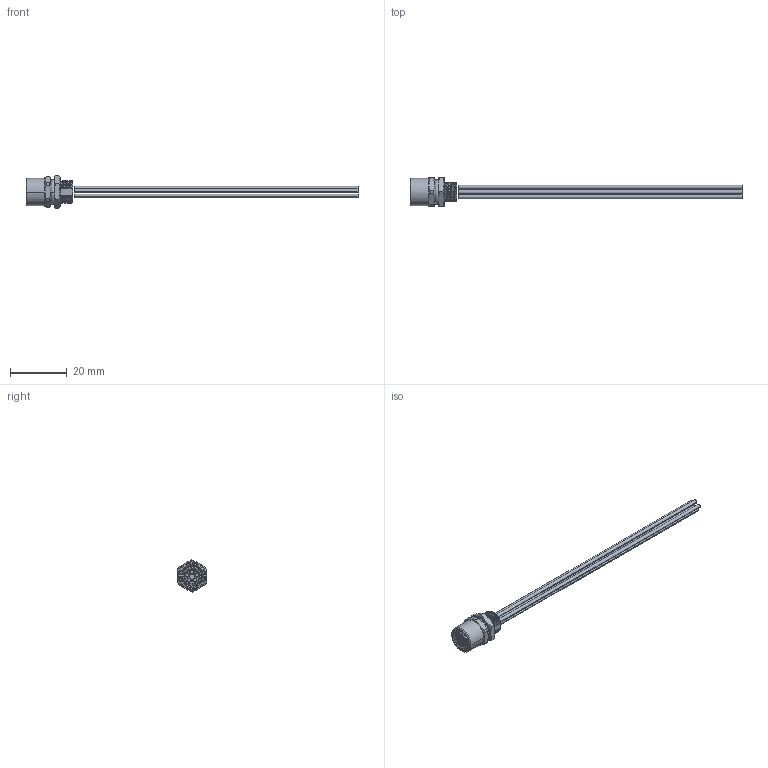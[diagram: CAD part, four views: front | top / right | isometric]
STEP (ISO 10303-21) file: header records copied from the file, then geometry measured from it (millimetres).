
FILE_DESCRIPTION((''),'2;1');
FILE_NAME('SS-M8B-05P-FF-SH7BXX-00AH','2020-04-24T',('Administrator'),(''),'CREO PARAMETRIC BY PTC INC, 2014350','CREO PARAMETRIC BY PTC INC, 2014350','');
FILE_SCHEMA(('CONFIG_CONTROL_DESIGN'));
Length unit declared in the file: inch
Products named in the file (1): SS-M8B-05P-FF-SH7BXX-00AH
Bounding box: 117.1 x 10.18 x 11.54 mm (x, y, z)
Volume: 1516.5 mm3; surface area: 3593.7 mm2
Topology: 6 solids, 7 shells, 320 faces, 853 edges, 549 vertices
Faces by surface type: bspline 100, cylinder 96, plane 56, cone 51, torus 17
Entity records: 21110 total; most frequent: CARTESIAN_POINT 14028, ORIENTED_EDGE 1706, DIRECTION 1093, EDGE_CURVE 853, VERTEX_POINT 549, AXIS2_PLACEMENT_3D 457, B_SPLINE_CURVE_WITH_KNOTS 437, EDGE_LOOP 346
